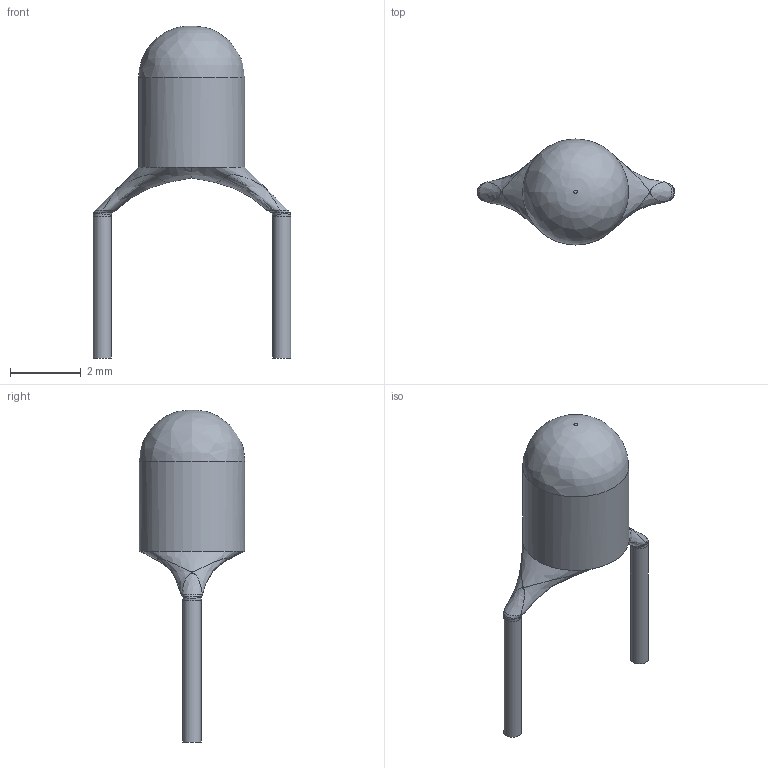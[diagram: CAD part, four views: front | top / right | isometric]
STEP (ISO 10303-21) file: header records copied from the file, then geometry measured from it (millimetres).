
FILE_DESCRIPTION(/* description */ (''),/* implementation_level */ '2;1');
FILE_NAME(/* name */ 'Cap_5.08.step',/* time_stamp */ '2020-05-21T16:08:11+03:00',/* author */ ('vlad.lapshuda'),/* organization */ (''),/* preprocessor_version */ 'ST-DEVELOPER v17.2',/* originating_system */ 'Autodesk Translation Framework v7.6.0.251',/* authorisation */ '');
FILE_SCHEMA (('AUTOMOTIVE_DESIGN { 1 0 10303 214 3 1 1 }'));
Length unit declared in the file: millimetre
Products named in the file (1): Cap_5.08
Bounding box: 5.59 x 3 x 9.4 mm (x, y, z)
Volume: 29.9 mm3; surface area: 67.2 mm2
Topology: 3 solids, 3 shells, 27 faces, 77 edges, 49 vertices
Faces by surface type: bspline 15, plane 7, cylinder 5
Full cylindrical faces by diameter (mm): 0.51 x4, 3 x1
Entity records: 1849 total; most frequent: CARTESIAN_POINT 1231, ORIENTED_EDGE 140, DIRECTION 85, EDGE_CURVE 70, VERTEX_POINT 49, AXIS2_PLACEMENT_3D 39, B_SPLINE_CURVE_WITH_KNOTS 37, FACE_OUTER_BOUND 27
